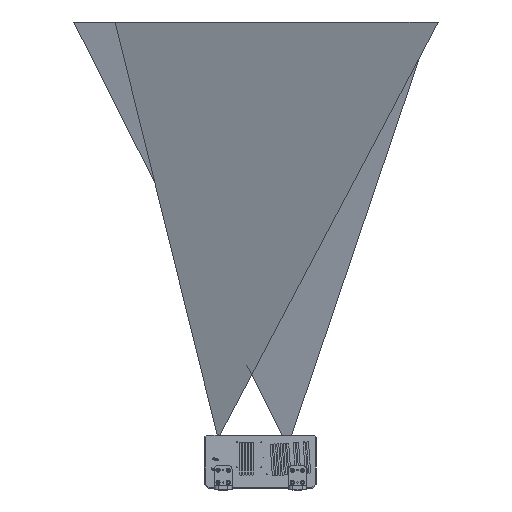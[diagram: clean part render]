
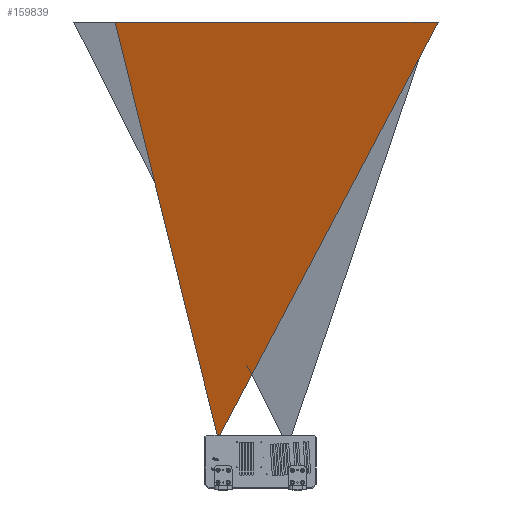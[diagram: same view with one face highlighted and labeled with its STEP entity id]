
A CAD part, front view. The second image highlights one B-rep face of the part: STEP entity #159839.
In plain terms, the highlighted planar face has unit normal (-0.036, -0.956, -0.291).
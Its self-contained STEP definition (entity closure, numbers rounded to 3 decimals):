
#2181 = CARTESIAN_POINT ( 'NONE',  ( 430.836, -294.25, 1060.512 ) ) ;
#4761 = ORIENTED_EDGE ( 'NONE', *, *, #35020, .T. ) ;
#8034 = DIRECTION ( 'NONE',  ( 0.449, -0.275, 0.85 ) ) ;
#20090 = LINE ( 'NONE', #36704, #223234 ) ;
#20387 = EDGE_CURVE ( 'NONE', #63404, #144896, #130525, .T. ) ;
#30208 = CARTESIAN_POINT ( 'NONE',  ( -98.055, 29.55, 60.495 ) ) ;
#33095 = DIRECTION ( 'NONE',  ( 0.231, 0.275, -0.933 ) ) ;
#35020 = EDGE_CURVE ( 'NONE', #123135, #144896, #202000, .T. ) ;
#36704 = CARTESIAN_POINT ( 'NONE',  ( 430.836, -294.25, 1060.512 ) ) ;
#43195 = LINE ( 'NONE', #30208, #166229 ) ;
#52434 = CARTESIAN_POINT ( 'NONE',  ( -98.055, 29.55, 60.495 ) ) ;
#59486 = ORIENTED_EDGE ( 'NONE', *, *, #169734, .T. ) ;
#63302 = CARTESIAN_POINT ( 'NONE',  ( -98.055, 29.55, 60.495 ) ) ;
#63404 = VERTEX_POINT ( 'NONE', #52434 ) ;
#71747 = CARTESIAN_POINT ( 'NONE',  ( -350.914, -265.065, 1060.512 ) ) ;
#72618 = VECTOR ( 'NONE', #33095, 1000. ) ;
#95966 = DIRECTION ( 'NONE',  ( -0.999, 0.037, 0. ) ) ;
#113324 = DIRECTION ( 'NONE',  ( 0.036, 0.956, 0.291 ) ) ;
#123135 = VERTEX_POINT ( 'NONE', #179997 ) ;
#130292 = VECTOR ( 'NONE', #143278, 1000. ) ;
#130525 = LINE ( 'NONE', #63302, #130292 ) ;
#135353 = CARTESIAN_POINT ( 'NONE',  ( -104.109, 29.55, 61.239 ) ) ;
#137923 = AXIS2_PLACEMENT_3D ( 'NONE', #174406, #113324, #212294 ) ;
#139517 = EDGE_CURVE ( 'NONE', #63404, #209491, #43195, .T. ) ;
#143278 = DIRECTION ( 'NONE',  ( -0.993, 0., 0.122 ) ) ;
#144896 = VERTEX_POINT ( 'NONE', #135353 ) ;
#159839 = ADVANCED_FACE ( 'NONE', ( #202400 ), #232125, .F. ) ;
#166229 = VECTOR ( 'NONE', #8034, 1000. ) ;
#167834 = ORIENTED_EDGE ( 'NONE', *, *, #20387, .F. ) ;
#169734 = EDGE_CURVE ( 'NONE', #209491, #123135, #20090, .T. ) ;
#174406 = CARTESIAN_POINT ( 'NONE',  ( -105.455, 40.542, 25.251 ) ) ;
#179997 = CARTESIAN_POINT ( 'NONE',  ( -350.914, -265.065, 1060.512 ) ) ;
#180244 = EDGE_LOOP ( 'NONE', ( #167834, #199422, #59486, #4761 ) ) ;
#199422 = ORIENTED_EDGE ( 'NONE', *, *, #139517, .T. ) ;
#202000 = LINE ( 'NONE', #71747, #72618 ) ;
#202400 = FACE_OUTER_BOUND ( 'NONE', #180244, .T. ) ;
#209491 = VERTEX_POINT ( 'NONE', #2181 ) ;
#212294 = DIRECTION ( 'NONE',  ( 0., -0.291, 0.957 ) ) ;
#223234 = VECTOR ( 'NONE', #95966, 1000. ) ;
#232125 = PLANE ( 'NONE',  #137923 ) ;
